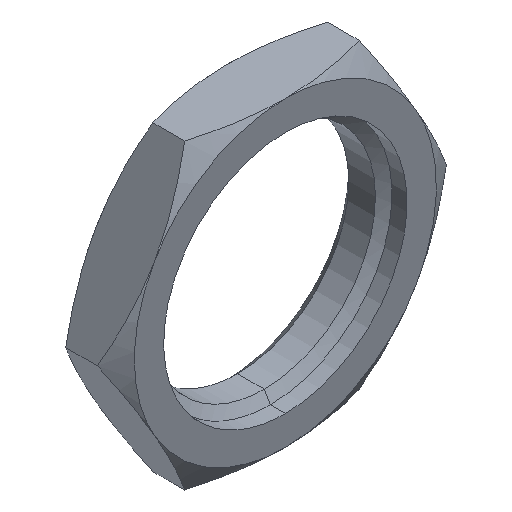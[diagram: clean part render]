
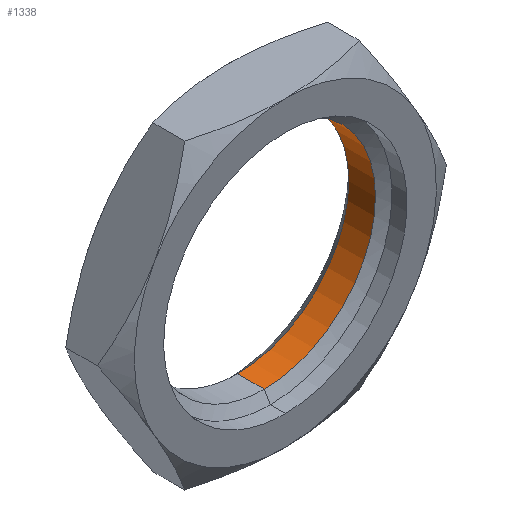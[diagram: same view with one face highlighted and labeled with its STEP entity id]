
A CAD part, isometric view. The second image highlights one B-rep face of the part: STEP entity #1338.
In plain terms, the highlighted free-form (B-spline) face has degree [1, 3] with [2, 7] control points.
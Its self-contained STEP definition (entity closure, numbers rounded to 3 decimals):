
#44 = ORIENTED_EDGE ( 'NONE', *, *, #482, .F. ) ;
#79 = CARTESIAN_POINT ( 'NONE',  ( 7.762, 5.7, -13.25 ) ) ;
#85 = CARTESIAN_POINT ( 'NONE',  ( 13.25, 2.522, 0. ) ) ;
#99 = VERTEX_POINT ( 'NONE', #1043 ) ;
#156 = EDGE_CURVE ( 'NONE', #99, #1375, #1178, .T. ) ;
#170 = ORIENTED_EDGE ( 'NONE', *, *, #744, .F. ) ;
#209 = CARTESIAN_POINT ( 'NONE',  ( 13.25, 2.522, -7.762 ) ) ;
#235 = ORIENTED_EDGE ( 'NONE', *, *, #432, .F. ) ;
#299 = CARTESIAN_POINT ( 'NONE',  ( 0., 5.7, 13.25 ) ) ;
#313 = CARTESIAN_POINT ( 'NONE',  ( 13.25, 5.7, 7.762 ) ) ;
#362 = CARTESIAN_POINT ( 'NONE',  ( 0., 2.522, 13.25 ) ) ;
#405 = CARTESIAN_POINT ( 'NONE',  ( 0., 2.522, 13.25 ) ) ;
#432 = EDGE_CURVE ( 'NONE', #99, #833, #1277, .T. ) ;
#440 = CARTESIAN_POINT ( 'NONE',  ( 13.25, 5.7, -7.762 ) ) ;
#482 = EDGE_CURVE ( 'NONE', #1016, #1375, #1517, .T. ) ;
#558 = CARTESIAN_POINT ( 'NONE',  ( 0., 5.7, -13.25 ) ) ;
#562 = CARTESIAN_POINT ( 'NONE',  ( 7.762, 2.522, 13.25 ) ) ;
#568 = CARTESIAN_POINT ( 'NONE',  ( 0., 5.7, 13.25 ) ) ;
#629 = CARTESIAN_POINT ( 'NONE',  ( 13.25, 5.7, -7.762 ) ) ;
#635 = CARTESIAN_POINT ( 'NONE',  ( 13.25, 5.7, 7.762 ) ) ;
#716 = CARTESIAN_POINT ( 'NONE',  ( 13.25, 2.522, -7.762 ) ) ;
#744 = EDGE_CURVE ( 'NONE', #833, #1016, #1337, .T. ) ;
#759 = EDGE_LOOP ( 'NONE', ( #44, #170, #235, #865 ) ) ;
#788 = CARTESIAN_POINT ( 'NONE',  ( 0., 2.522, 13.25 ) ) ;
#826 = CARTESIAN_POINT ( 'NONE',  ( 0., 2.522, -13.25 ) ) ;
#833 = VERTEX_POINT ( 'NONE', #1283 ) ;
#865 = ORIENTED_EDGE ( 'NONE', *, *, #156, .T. ) ;
#913 = CARTESIAN_POINT ( 'NONE',  ( 0., 5.7, -13.25 ) ) ;
#917 = CARTESIAN_POINT ( 'NONE',  ( 13.25, 2.522, 7.762 ) ) ;
#954 = CARTESIAN_POINT ( 'NONE',  ( 13.25, 2.522, 0. ) ) ;
#982 = CARTESIAN_POINT ( 'NONE',  ( 7.762, 5.7, -13.25 ) ) ;
#1002 = CARTESIAN_POINT ( 'NONE',  ( 7.762, 5.7, 13.25 ) ) ;
#1016 = VERTEX_POINT ( 'NONE', #1231 ) ;
#1028 = CARTESIAN_POINT ( 'NONE',  ( 13.25, 5.7, 0. ) ) ;
#1043 = CARTESIAN_POINT ( 'NONE',  ( 0., 2.522, -13.25 ) ) ;
#1061 = CARTESIAN_POINT ( 'NONE',  ( 7.762, 2.522, -13.25 ) ) ;
#1074 = CARTESIAN_POINT ( 'NONE',  ( 7.762, 2.522, 13.25 ) ) ;
#1143 = CARTESIAN_POINT ( 'NONE',  ( 7.762, 2.522, -13.25 ) ) ;
#1157 = CARTESIAN_POINT ( 'NONE',  ( 0., 2.522, 13.25 ) ) ;
#1178 =( BOUNDED_CURVE ( )  B_SPLINE_CURVE ( 3, ( #826, #1061, #716, #954, #1436, #1074, #362 ),
 .UNSPECIFIED., .F., .F. ) 
 B_SPLINE_CURVE_WITH_KNOTS ( ( 4, 3, 4 ),
 ( -3.142, -1.571, 0. ),
 .UNSPECIFIED. ) 
 CURVE ( )  GEOMETRIC_REPRESENTATION_ITEM ( )  RATIONAL_B_SPLINE_CURVE ( ( 1., 0.805, 0.805, 1., 0.805, 0.805, 1. ) ) 
 REPRESENTATION_ITEM ( '' )  );
#1187 =( BOUNDED_SURFACE ( )  B_SPLINE_SURFACE ( 1, 3, ( 
 ( #1157, #562, #917, #85, #209, #1143, #1280 ),
 ( #568, #1399, #313, #1028, #440, #79, #558 ) ),
 .UNSPECIFIED., .F., .F., .F. ) 
 B_SPLINE_SURFACE_WITH_KNOTS ( ( 2, 2 ),
 ( 4, 3, 4 ),
 ( 0., 1. ),
 ( 0., 0.5, 1. ),
 .UNSPECIFIED. ) 
 GEOMETRIC_REPRESENTATION_ITEM ( )  RATIONAL_B_SPLINE_SURFACE ( (
 ( 1., 0.805, 0.805, 1., 0.805, 0.805, 1.),
 ( 1., 0.805, 0.805, 1., 0.805, 0.805, 1.) ) ) 
 REPRESENTATION_ITEM ( '' )  SURFACE ( )  );
#1231 = CARTESIAN_POINT ( 'NONE',  ( 0., 5.7, 13.25 ) ) ;
#1245 = CARTESIAN_POINT ( 'NONE',  ( 0., 5.7, -13.25 ) ) ;
#1277 = B_SPLINE_CURVE_WITH_KNOTS ( 'NONE', 1,
 ( #1493, #913 ),
 .UNSPECIFIED., .F., .F.,
 ( 2, 2 ),
 ( -1., 0. ),
 .UNSPECIFIED. ) ;
#1280 = CARTESIAN_POINT ( 'NONE',  ( 0., 2.522, -13.25 ) ) ;
#1283 = CARTESIAN_POINT ( 'NONE',  ( 0., 5.7, -13.25 ) ) ;
#1337 =( BOUNDED_CURVE ( )  B_SPLINE_CURVE ( 3, ( #1245, #982, #629, #1352, #635, #1002, #1468 ),
 .UNSPECIFIED., .F., .F. ) 
 B_SPLINE_CURVE_WITH_KNOTS ( ( 4, 3, 4 ),
 ( -3.142, -1.571, 0. ),
 .UNSPECIFIED. ) 
 CURVE ( )  GEOMETRIC_REPRESENTATION_ITEM ( )  RATIONAL_B_SPLINE_CURVE ( ( 1., 0.805, 0.805, 1., 0.805, 0.805, 1. ) ) 
 REPRESENTATION_ITEM ( '' )  );
#1338 = ADVANCED_FACE ( 'NONE', ( #1462 ), #1187, .T. ) ;
#1352 = CARTESIAN_POINT ( 'NONE',  ( 13.25, 5.7, 0. ) ) ;
#1375 = VERTEX_POINT ( 'NONE', #405 ) ;
#1399 = CARTESIAN_POINT ( 'NONE',  ( 7.762, 5.7, 13.25 ) ) ;
#1436 = CARTESIAN_POINT ( 'NONE',  ( 13.25, 2.522, 7.762 ) ) ;
#1462 = FACE_OUTER_BOUND ( 'NONE', #759, .T. ) ;
#1468 = CARTESIAN_POINT ( 'NONE',  ( 0., 5.7, 13.25 ) ) ;
#1493 = CARTESIAN_POINT ( 'NONE',  ( 0., 2.522, -13.25 ) ) ;
#1517 = B_SPLINE_CURVE_WITH_KNOTS ( 'NONE', 1,
 ( #299, #788 ),
 .UNSPECIFIED., .F., .F.,
 ( 2, 2 ),
 ( -1., 0. ),
 .UNSPECIFIED. ) ;
